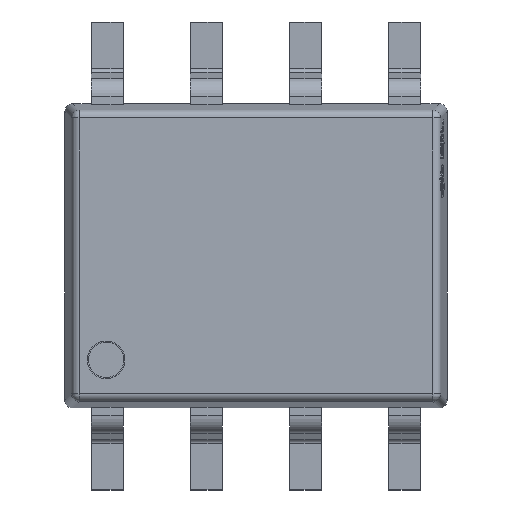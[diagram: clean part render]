
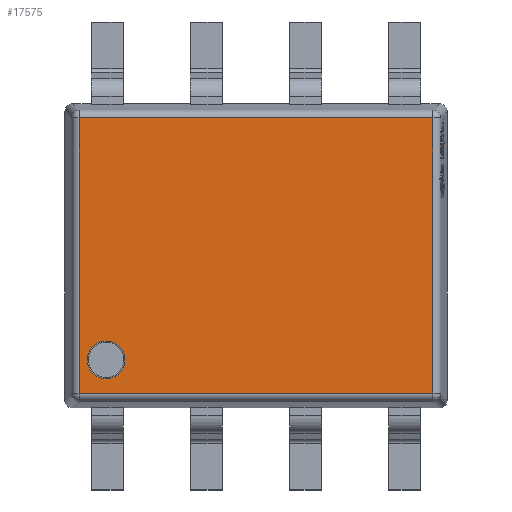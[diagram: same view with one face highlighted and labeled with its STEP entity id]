
A CAD part, top view. The second image highlights one B-rep face of the part: STEP entity #17575.
In plain terms, the highlighted planar face has unit normal (0, 0, 1).
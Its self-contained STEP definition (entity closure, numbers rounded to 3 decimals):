
#402 = ORIENTED_EDGE ( 'NONE', *, *, #2898, .T. ) ;
#501 = AXIS2_PLACEMENT_3D ( 'NONE', #12362, #10884, #16609 ) ;
#1217 = EDGE_CURVE ( 'NONE', #1226, #8784, #11168, .T. ) ;
#1226 = VERTEX_POINT ( 'NONE', #8879 ) ;
#1333 = CARTESIAN_POINT ( 'NONE',  ( -1.68, -1.334, 0.675 ) ) ;
#1415 = DIRECTION ( 'NONE',  ( 0., -1., 0. ) ) ;
#1725 = CARTESIAN_POINT ( 'NONE',  ( 2.268, 1.768, 0.675 ) ) ;
#2125 = EDGE_CURVE ( 'NONE', #10487, #7306, #9099, .T. ) ;
#2310 = VECTOR ( 'NONE', #17368, 1000. ) ;
#2462 = DIRECTION ( 'NONE',  ( -1., 0., 0. ) ) ;
#2470 = CARTESIAN_POINT ( 'NONE',  ( 2.268, -1.768, 0.675 ) ) ;
#2898 = EDGE_CURVE ( 'NONE', #10649, #12793, #17891, .T. ) ;
#3725 = ORIENTED_EDGE ( 'NONE', *, *, #2125, .T. ) ;
#5542 = CARTESIAN_POINT ( 'NONE',  ( 2.355, -1.768, 0.675 ) ) ;
#6049 = DIRECTION ( 'NONE',  ( 0., 0., 1. ) ) ;
#6405 = CARTESIAN_POINT ( 'NONE',  ( -2.268, -1.768, 0.675 ) ) ;
#6550 = ORIENTED_EDGE ( 'NONE', *, *, #7205, .T. ) ;
#7082 = FACE_OUTER_BOUND ( 'NONE', #14152, .T. ) ;
#7205 = EDGE_CURVE ( 'NONE', #7306, #1226, #9673, .T. ) ;
#7306 = VERTEX_POINT ( 'NONE', #1725 ) ;
#7729 = DIRECTION ( 'NONE',  ( 0., 0., -1. ) ) ;
#8145 = EDGE_CURVE ( 'NONE', #8784, #10487, #8367, .T. ) ;
#8367 = LINE ( 'NONE', #5542, #10180 ) ;
#8648 = CIRCLE ( 'NONE', #501, 0.241 ) ;
#8768 = ORIENTED_EDGE ( 'NONE', *, *, #17427, .T. ) ;
#8784 = VERTEX_POINT ( 'NONE', #6405 ) ;
#8879 = CARTESIAN_POINT ( 'NONE',  ( -2.268, 1.768, 0.675 ) ) ;
#9000 = DIRECTION ( 'NONE',  ( 1., 0., 0. ) ) ;
#9099 = LINE ( 'NONE', #13220, #2310 ) ;
#9673 = LINE ( 'NONE', #15281, #18099 ) ;
#10180 = VECTOR ( 'NONE', #16742, 1000. ) ;
#10487 = VERTEX_POINT ( 'NONE', #2470 ) ;
#10649 = VERTEX_POINT ( 'NONE', #11407 ) ;
#10884 = DIRECTION ( 'NONE',  ( 0., 0., -1. ) ) ;
#11168 = LINE ( 'NONE', #15402, #15497 ) ;
#11407 = CARTESIAN_POINT ( 'NONE',  ( -2.163, -1.334, 0.675 ) ) ;
#11827 = CARTESIAN_POINT ( 'NONE',  ( -1.921, -1.334, 0.675 ) ) ;
#12362 = CARTESIAN_POINT ( 'NONE',  ( -1.921, -1.334, 0.675 ) ) ;
#12441 = AXIS2_PLACEMENT_3D ( 'NONE', #13079, #6049, #14548 ) ;
#12713 = ORIENTED_EDGE ( 'NONE', *, *, #8145, .T. ) ;
#12793 = VERTEX_POINT ( 'NONE', #1333 ) ;
#13079 = CARTESIAN_POINT ( 'NONE',  ( 0., 0., 0.675 ) ) ;
#13220 = CARTESIAN_POINT ( 'NONE',  ( 2.268, 1.855, 0.675 ) ) ;
#13772 = EDGE_LOOP ( 'NONE', ( #8768, #402 ) ) ;
#14152 = EDGE_LOOP ( 'NONE', ( #17393, #12713, #3725, #6550 ) ) ;
#14183 = FACE_BOUND ( 'NONE', #13772, .T. ) ;
#14548 = DIRECTION ( 'NONE',  ( 1., 0., 0. ) ) ;
#15281 = CARTESIAN_POINT ( 'NONE',  ( -2.355, 1.768, 0.675 ) ) ;
#15402 = CARTESIAN_POINT ( 'NONE',  ( -2.268, -1.855, 0.675 ) ) ;
#15404 = PLANE ( 'NONE',  #12441 ) ;
#15497 = VECTOR ( 'NONE', #1415, 1000. ) ;
#16124 = AXIS2_PLACEMENT_3D ( 'NONE', #11827, #7729, #9000 ) ;
#16609 = DIRECTION ( 'NONE',  ( 1., 0., 0. ) ) ;
#16742 = DIRECTION ( 'NONE',  ( 1., 0., 0. ) ) ;
#17368 = DIRECTION ( 'NONE',  ( 0., 1., 0. ) ) ;
#17393 = ORIENTED_EDGE ( 'NONE', *, *, #1217, .T. ) ;
#17427 = EDGE_CURVE ( 'NONE', #12793, #10649, #8648, .T. ) ;
#17575 = ADVANCED_FACE ( 'NONE', ( #7082, #14183 ), #15404, .T. ) ;
#17891 = CIRCLE ( 'NONE', #16124, 0.241 ) ;
#18099 = VECTOR ( 'NONE', #2462, 1000. ) ;
